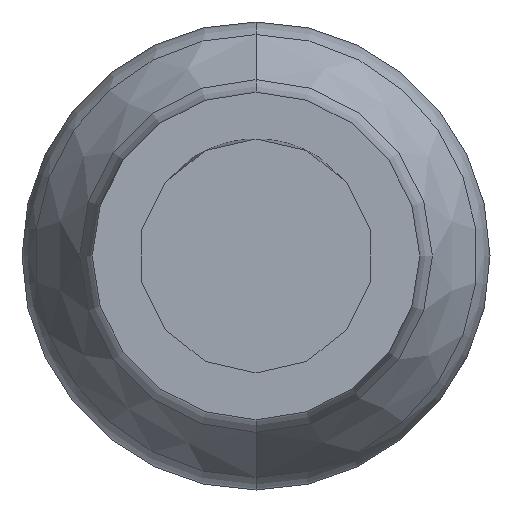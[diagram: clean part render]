
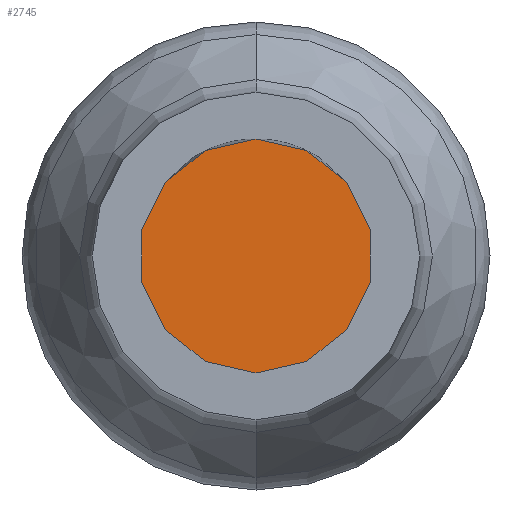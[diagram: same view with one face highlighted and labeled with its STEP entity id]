
A CAD part, front view. The second image highlights one B-rep face of the part: STEP entity #2745.
In plain terms, the highlighted planar face has unit normal (0, -1, 0).
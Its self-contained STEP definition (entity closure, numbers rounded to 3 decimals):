
#39 = VERTEX_POINT ( 'NONE', #4915 ) ;
#322 = DIRECTION ( 'NONE',  ( 0., 1., 0. ) ) ;
#849 = PLANE ( 'NONE',  #5396 ) ;
#1321 = CARTESIAN_POINT ( 'NONE',  ( 0., -1484., 1.25 ) ) ;
#2048 = FACE_OUTER_BOUND ( 'NONE', #6927, .T. ) ;
#2077 = AXIS2_PLACEMENT_3D ( 'NONE', #6161, #3440, #6213 ) ;
#2366 = DIRECTION ( 'NONE',  ( 0., 0., 1. ) ) ;
#2745 = ADVANCED_FACE ( 'Defeature ausgef�hrt2_114', ( #2048 ), #849, .F. ) ;
#3382 = VERTEX_POINT ( 'NONE', #1321 ) ;
#3440 = DIRECTION ( 'NONE',  ( 0., 1., 0. ) ) ;
#3797 = CIRCLE ( 'NONE', #2077, 1.25 ) ;
#4915 = CARTESIAN_POINT ( 'NONE',  ( 0., -1484., -1.25 ) ) ;
#5396 = AXIS2_PLACEMENT_3D ( 'NONE', #6404, #7700, #7083 ) ;
#6161 = CARTESIAN_POINT ( 'NONE',  ( 0., -1484., 0. ) ) ;
#6213 = DIRECTION ( 'NONE',  ( 0., 0., 1. ) ) ;
#6404 = CARTESIAN_POINT ( 'NONE',  ( 0., -1484., 0. ) ) ;
#6514 = ORIENTED_EDGE ( 'NONE', *, *, #8187, .F. ) ;
#6927 = EDGE_LOOP ( 'NONE', ( #7257, #6514 ) ) ;
#7011 = AXIS2_PLACEMENT_3D ( 'NONE', #8562, #322, #2366 ) ;
#7083 = DIRECTION ( 'NONE',  ( 0., 0., 1. ) ) ;
#7257 = ORIENTED_EDGE ( 'NONE', *, *, #7532, .F. ) ;
#7532 = EDGE_CURVE ( 'Defeature ausgef�hrt2_113+Defeature ausgef�hrt2_114+Defeature ausgef�hrt2_114+Defeature ausgef�hrt2_114', #3382, #39, #8758, .T. ) ;
#7700 = DIRECTION ( 'NONE',  ( 0., 1., 0. ) ) ;
#8187 = EDGE_CURVE ( 'Defeature ausgef�hrt2_113+Defeature ausgef�hrt2_114+Defeature ausgef�hrt2_114+Defeature ausgef�hrt2_114', #39, #3382, #3797, .T. ) ;
#8562 = CARTESIAN_POINT ( 'NONE',  ( 0., -1484., 0. ) ) ;
#8758 = CIRCLE ( 'NONE', #7011, 1.25 ) ;
